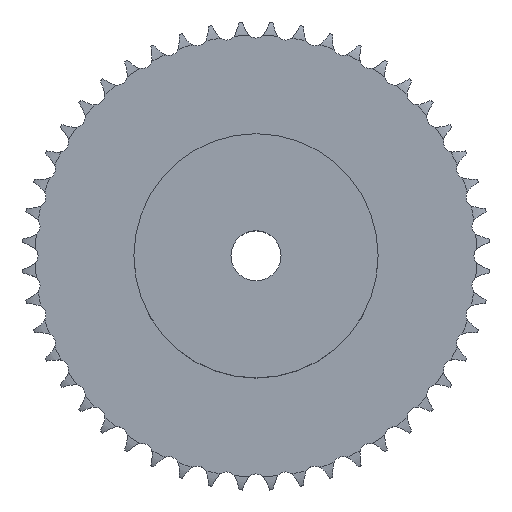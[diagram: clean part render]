
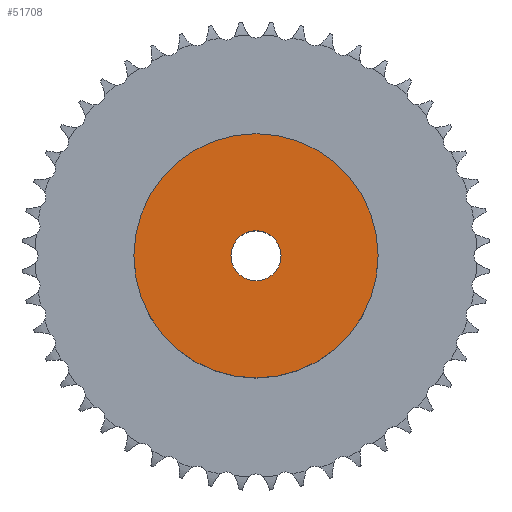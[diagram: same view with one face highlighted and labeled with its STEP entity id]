
A CAD part, top view. The second image highlights one B-rep face of the part: STEP entity #51708.
In plain terms, the highlighted planar face has unit normal (0, 0, 1).
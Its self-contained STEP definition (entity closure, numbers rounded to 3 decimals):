
#5658 = CYLINDRICAL_SURFACE('',#5659,39.);
#5659 = AXIS2_PLACEMENT_3D('',#5660,#5661,#5662);
#5660 = CARTESIAN_POINT('',(0.,0.,0.));
#5661 = DIRECTION('',(-0.,-0.,-1.));
#5662 = DIRECTION('',(1.,0.,0.));
#32633 = VERTEX_POINT('',#32634);
#32634 = CARTESIAN_POINT('',(39.,0.,35.));
#32655 = EDGE_CURVE('',#32633,#32633,#32656,.T.);
#32656 = SURFACE_CURVE('',#32657,(#32662,#32669),.PCURVE_S1.);
#32657 = CIRCLE('',#32658,39.);
#32658 = AXIS2_PLACEMENT_3D('',#32659,#32660,#32661);
#32659 = CARTESIAN_POINT('',(0.,0.,35.));
#32660 = DIRECTION('',(0.,0.,1.));
#32661 = DIRECTION('',(1.,0.,0.));
#32662 = PCURVE('',#5658,#32663);
#32663 = DEFINITIONAL_REPRESENTATION('',(#32664),#32668);
#32664 = LINE('',#32665,#32666);
#32665 = CARTESIAN_POINT('',(-0.,-35.));
#32666 = VECTOR('',#32667,1.);
#32667 = DIRECTION('',(-1.,0.));
#32668 = ( GEOMETRIC_REPRESENTATION_CONTEXT(2) 
PARAMETRIC_REPRESENTATION_CONTEXT() REPRESENTATION_CONTEXT('2D SPACE',''
  ) );
#32669 = PCURVE('',#32670,#32675);
#32670 = PLANE('',#32671);
#32671 = AXIS2_PLACEMENT_3D('',#32672,#32673,#32674);
#32672 = CARTESIAN_POINT('',(0.,0.,35.)
  );
#32673 = DIRECTION('',(0.,0.,1.));
#32674 = DIRECTION('',(1.,0.,0.));
#32675 = DEFINITIONAL_REPRESENTATION('',(#32676),#32680);
#32676 = CIRCLE('',#32677,39.);
#32677 = AXIS2_PLACEMENT_2D('',#32678,#32679);
#32678 = CARTESIAN_POINT('',(0.,0.));
#32679 = DIRECTION('',(1.,0.));
#32680 = ( GEOMETRIC_REPRESENTATION_CONTEXT(2) 
PARAMETRIC_REPRESENTATION_CONTEXT() REPRESENTATION_CONTEXT('2D SPACE',''
  ) );
#43754 = CYLINDRICAL_SURFACE('',#43755,8.);
#43755 = AXIS2_PLACEMENT_3D('',#43756,#43757,#43758);
#43756 = CARTESIAN_POINT('',(0.,0.,224.478));
#43757 = DIRECTION('',(0.,0.,1.));
#43758 = DIRECTION('',(1.,0.,0.));
#51708 = ADVANCED_FACE('',(#51709,#51712),#32670,.T.);
#51709 = FACE_BOUND('',#51710,.T.);
#51710 = EDGE_LOOP('',(#51711));
#51711 = ORIENTED_EDGE('',*,*,#32655,.T.);
#51712 = FACE_BOUND('',#51713,.T.);
#51713 = EDGE_LOOP('',(#51714));
#51714 = ORIENTED_EDGE('',*,*,#51715,.F.);
#51715 = EDGE_CURVE('',#51716,#51716,#51718,.T.);
#51716 = VERTEX_POINT('',#51717);
#51717 = CARTESIAN_POINT('',(8.,0.,35.));
#51718 = SURFACE_CURVE('',#51719,(#51724,#51731),.PCURVE_S1.);
#51719 = CIRCLE('',#51720,8.);
#51720 = AXIS2_PLACEMENT_3D('',#51721,#51722,#51723);
#51721 = CARTESIAN_POINT('',(0.,0.,35.));
#51722 = DIRECTION('',(0.,0.,1.));
#51723 = DIRECTION('',(1.,0.,0.));
#51724 = PCURVE('',#32670,#51725);
#51725 = DEFINITIONAL_REPRESENTATION('',(#51726),#51730);
#51726 = CIRCLE('',#51727,8.);
#51727 = AXIS2_PLACEMENT_2D('',#51728,#51729);
#51728 = CARTESIAN_POINT('',(0.,0.));
#51729 = DIRECTION('',(1.,0.));
#51730 = ( GEOMETRIC_REPRESENTATION_CONTEXT(2) 
PARAMETRIC_REPRESENTATION_CONTEXT() REPRESENTATION_CONTEXT('2D SPACE',''
  ) );
#51731 = PCURVE('',#43754,#51732);
#51732 = DEFINITIONAL_REPRESENTATION('',(#51733),#51737);
#51733 = LINE('',#51734,#51735);
#51734 = CARTESIAN_POINT('',(0.,-189.478));
#51735 = VECTOR('',#51736,1.);
#51736 = DIRECTION('',(1.,0.));
#51737 = ( GEOMETRIC_REPRESENTATION_CONTEXT(2) 
PARAMETRIC_REPRESENTATION_CONTEXT() REPRESENTATION_CONTEXT('2D SPACE',''
  ) );
